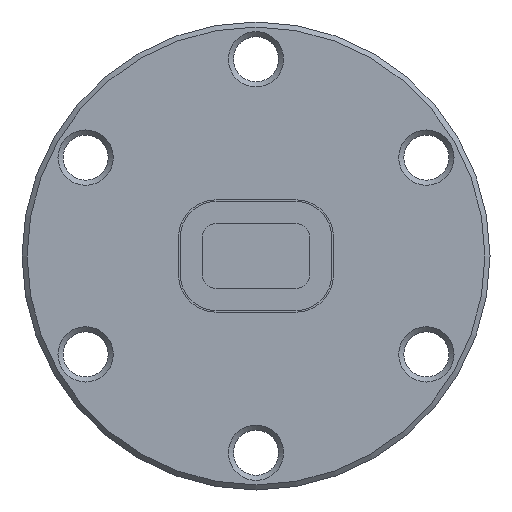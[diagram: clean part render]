
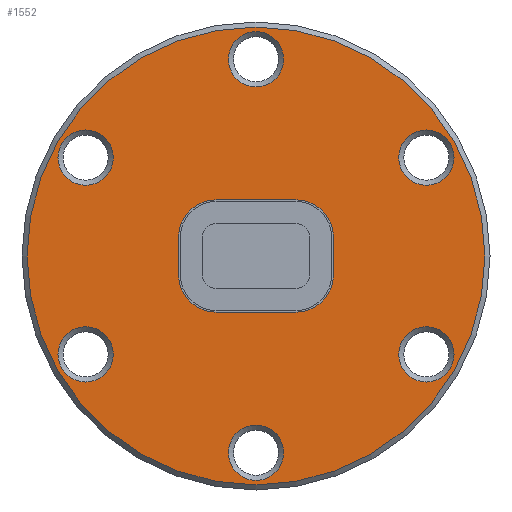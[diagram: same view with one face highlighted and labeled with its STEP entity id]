
A CAD part, front view. The second image highlights one B-rep face of the part: STEP entity #1552.
In plain terms, the highlighted planar face has unit normal (0, -1, 0).
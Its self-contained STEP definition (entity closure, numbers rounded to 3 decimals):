
#36=LINE('',#2433,#160);
#37=LINE('',#2437,#161);
#38=LINE('',#2441,#162);
#39=LINE('',#2445,#163);
#160=VECTOR('',#1966,5.588);
#161=VECTOR('',#1969,11.938);
#162=VECTOR('',#1972,5.588);
#163=VECTOR('',#1975,11.938);
#273=PLANE('',#1690);
#379=FACE_BOUND('',#553,.T.);
#380=FACE_BOUND('',#554,.T.);
#381=FACE_BOUND('',#555,.T.);
#382=FACE_BOUND('',#556,.T.);
#383=FACE_BOUND('',#557,.T.);
#384=FACE_BOUND('',#558,.T.);
#385=FACE_BOUND('',#559,.T.);
#426=FACE_OUTER_BOUND('',#552,.T.);
#552=EDGE_LOOP('',(#1168));
#553=EDGE_LOOP('',(#1169,#1170,#1171,#1172,#1173,#1174,#1175,#1176));
#554=EDGE_LOOP('',(#1177));
#555=EDGE_LOOP('',(#1178));
#556=EDGE_LOOP('',(#1179));
#557=EDGE_LOOP('',(#1180));
#558=EDGE_LOOP('',(#1181));
#559=EDGE_LOOP('',(#1182));
#642=CIRCLE('',#1639,34.163);
#645=CIRCLE('',#1643,4.127);
#647=CIRCLE('',#1646,4.127);
#649=CIRCLE('',#1649,4.127);
#651=CIRCLE('',#1652,4.128);
#653=CIRCLE('',#1655,4.128);
#655=CIRCLE('',#1658,4.127);
#668=CIRCLE('',#1691,5.588);
#669=CIRCLE('',#1692,5.588);
#670=CIRCLE('',#1693,5.588);
#671=CIRCLE('',#1694,5.588);
#730=VERTEX_POINT('',#2329);
#733=VERTEX_POINT('',#2336);
#735=VERTEX_POINT('',#2341);
#737=VERTEX_POINT('',#2346);
#739=VERTEX_POINT('',#2351);
#741=VERTEX_POINT('',#2356);
#743=VERTEX_POINT('',#2361);
#764=VERTEX_POINT('',#2431);
#765=VERTEX_POINT('',#2432);
#766=VERTEX_POINT('',#2434);
#767=VERTEX_POINT('',#2436);
#768=VERTEX_POINT('',#2438);
#769=VERTEX_POINT('',#2440);
#770=VERTEX_POINT('',#2442);
#771=VERTEX_POINT('',#2444);
#882=EDGE_CURVE('',#730,#730,#642,.T.);
#885=EDGE_CURVE('',#733,#733,#645,.T.);
#887=EDGE_CURVE('',#735,#735,#647,.T.);
#889=EDGE_CURVE('',#737,#737,#649,.T.);
#891=EDGE_CURVE('',#739,#739,#651,.T.);
#893=EDGE_CURVE('',#741,#741,#653,.T.);
#895=EDGE_CURVE('',#743,#743,#655,.T.);
#924=EDGE_CURVE('',#764,#765,#36,.T.);
#925=EDGE_CURVE('',#766,#764,#668,.T.);
#926=EDGE_CURVE('',#767,#766,#37,.T.);
#927=EDGE_CURVE('',#768,#767,#669,.T.);
#928=EDGE_CURVE('',#769,#768,#38,.T.);
#929=EDGE_CURVE('',#770,#769,#670,.T.);
#930=EDGE_CURVE('',#771,#770,#39,.T.);
#931=EDGE_CURVE('',#765,#771,#671,.T.);
#1168=ORIENTED_EDGE('',*,*,#882,.T.);
#1169=ORIENTED_EDGE('',*,*,#924,.F.);
#1170=ORIENTED_EDGE('',*,*,#925,.F.);
#1171=ORIENTED_EDGE('',*,*,#926,.F.);
#1172=ORIENTED_EDGE('',*,*,#927,.F.);
#1173=ORIENTED_EDGE('',*,*,#928,.F.);
#1174=ORIENTED_EDGE('',*,*,#929,.F.);
#1175=ORIENTED_EDGE('',*,*,#930,.F.);
#1176=ORIENTED_EDGE('',*,*,#931,.F.);
#1177=ORIENTED_EDGE('',*,*,#895,.T.);
#1178=ORIENTED_EDGE('',*,*,#893,.T.);
#1179=ORIENTED_EDGE('',*,*,#891,.T.);
#1180=ORIENTED_EDGE('',*,*,#889,.T.);
#1181=ORIENTED_EDGE('',*,*,#887,.T.);
#1182=ORIENTED_EDGE('',*,*,#885,.T.);
#1552=ADVANCED_FACE('',(#426,#379,#380,#381,#382,#383,#384,#385),#273,.T.);
#1639=AXIS2_PLACEMENT_3D('',#2330,#1846,#1847);
#1643=AXIS2_PLACEMENT_3D('',#2337,#1854,#1855);
#1646=AXIS2_PLACEMENT_3D('',#2342,#1860,#1861);
#1649=AXIS2_PLACEMENT_3D('',#2347,#1866,#1867);
#1652=AXIS2_PLACEMENT_3D('',#2352,#1872,#1873);
#1655=AXIS2_PLACEMENT_3D('',#2357,#1878,#1879);
#1658=AXIS2_PLACEMENT_3D('',#2362,#1884,#1885);
#1690=AXIS2_PLACEMENT_3D('',#2430,#1964,#1965);
#1691=AXIS2_PLACEMENT_3D('',#2435,#1967,#1968);
#1692=AXIS2_PLACEMENT_3D('',#2439,#1970,#1971);
#1693=AXIS2_PLACEMENT_3D('',#2443,#1973,#1974);
#1694=AXIS2_PLACEMENT_3D('',#2446,#1976,#1977);
#1846=DIRECTION('center_axis',(0.,-1.,0.));
#1847=DIRECTION('ref_axis',(0.,0.,-1.));
#1854=DIRECTION('center_axis',(0.,1.,0.));
#1855=DIRECTION('ref_axis',(0.,0.,-1.));
#1860=DIRECTION('center_axis',(0.,1.,0.));
#1861=DIRECTION('ref_axis',(0.,0.,-1.));
#1866=DIRECTION('center_axis',(0.,1.,0.));
#1867=DIRECTION('ref_axis',(0.,0.,-1.));
#1872=DIRECTION('center_axis',(0.,1.,0.));
#1873=DIRECTION('ref_axis',(0.,0.,-1.));
#1878=DIRECTION('center_axis',(0.,1.,0.));
#1879=DIRECTION('ref_axis',(0.,0.,-1.));
#1884=DIRECTION('center_axis',(0.,1.,0.));
#1885=DIRECTION('ref_axis',(0.,0.,-1.));
#1964=DIRECTION('center_axis',(0.,-1.,0.));
#1965=DIRECTION('ref_axis',(0.,0.,-1.));
#1966=DIRECTION('',(0.,0.,-1.));
#1967=DIRECTION('center_axis',(0.,-1.,0.));
#1968=DIRECTION('ref_axis',(0.,0.,-1.));
#1969=DIRECTION('',(-1.,0.,0.));
#1970=DIRECTION('center_axis',(0.,-1.,0.));
#1971=DIRECTION('ref_axis',(0.,0.,-1.));
#1972=DIRECTION('',(0.,0.,1.));
#1973=DIRECTION('center_axis',(0.,-1.,0.));
#1974=DIRECTION('ref_axis',(0.,0.,-1.));
#1975=DIRECTION('',(1.,0.,0.));
#1976=DIRECTION('center_axis',(0.,-1.,0.));
#1977=DIRECTION('ref_axis',(0.,0.,-1.));
#2329=CARTESIAN_POINT('',(0.,-4.47,34.163));
#2330=CARTESIAN_POINT('Origin',(0.,-4.47,0.));
#2336=CARTESIAN_POINT('',(0.,-4.47,25.235));
#2337=CARTESIAN_POINT('Origin',(0.,-4.47,29.362));
#2341=CARTESIAN_POINT('',(25.429,-4.47,10.554));
#2342=CARTESIAN_POINT('Origin',(25.429,-4.47,14.681));
#2346=CARTESIAN_POINT('',(25.429,-4.47,-18.809));
#2347=CARTESIAN_POINT('Origin',(25.429,-4.47,-14.681));
#2351=CARTESIAN_POINT('',(0.,-4.47,-33.49));
#2352=CARTESIAN_POINT('Origin',(0.,-4.47,-29.362));
#2356=CARTESIAN_POINT('',(-25.429,-4.47,-18.809));
#2357=CARTESIAN_POINT('Origin',(-25.429,-4.47,-14.681));
#2361=CARTESIAN_POINT('',(-25.429,-4.47,10.554));
#2362=CARTESIAN_POINT('Origin',(-25.429,-4.47,14.681));
#2430=CARTESIAN_POINT('Origin',(0.,-4.47,0.));
#2431=CARTESIAN_POINT('',(-11.557,-4.47,2.794));
#2432=CARTESIAN_POINT('',(-11.557,-4.47,-2.794));
#2433=CARTESIAN_POINT('',(-11.557,-4.47,2.794));
#2434=CARTESIAN_POINT('',(-5.969,-4.47,8.382));
#2435=CARTESIAN_POINT('Origin',(-5.969,-4.47,2.794));
#2436=CARTESIAN_POINT('',(5.969,-4.47,8.382));
#2437=CARTESIAN_POINT('',(5.969,-4.47,8.382));
#2438=CARTESIAN_POINT('',(11.557,-4.47,2.794));
#2439=CARTESIAN_POINT('Origin',(5.969,-4.47,2.794));
#2440=CARTESIAN_POINT('',(11.557,-4.47,-2.794));
#2441=CARTESIAN_POINT('',(11.557,-4.47,-2.794));
#2442=CARTESIAN_POINT('',(5.969,-4.47,-8.382));
#2443=CARTESIAN_POINT('Origin',(5.969,-4.47,-2.794));
#2444=CARTESIAN_POINT('',(-5.969,-4.47,-8.382));
#2445=CARTESIAN_POINT('',(-5.969,-4.47,-8.382));
#2446=CARTESIAN_POINT('Origin',(-5.969,-4.47,-2.794));
